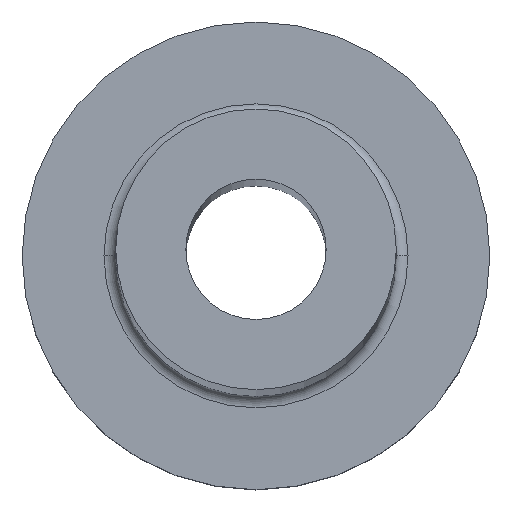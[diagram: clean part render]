
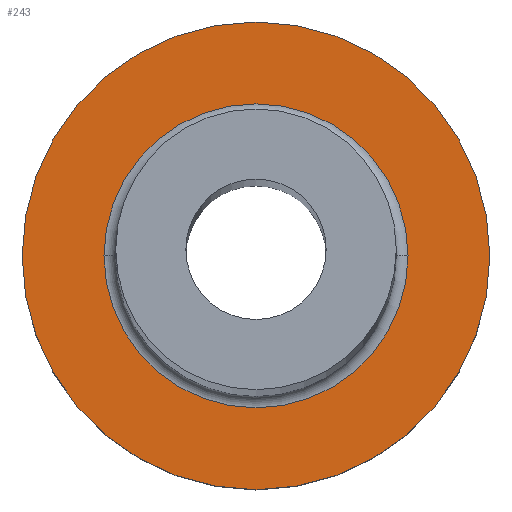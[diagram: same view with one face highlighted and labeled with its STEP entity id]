
A CAD part, top view. The second image highlights one B-rep face of the part: STEP entity #243.
In plain terms, the highlighted planar face has unit normal (0, 0, 1).
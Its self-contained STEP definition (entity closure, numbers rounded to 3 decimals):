
#2 = DIRECTION ( 'NONE',  ( 1., 0., 0. ) ) ;
#6 = DIRECTION ( 'NONE',  ( 1., 0., 0. ) ) ;
#8 = ORIENTED_EDGE ( 'NONE', *, *, #229, .T. ) ;
#13 = ORIENTED_EDGE ( 'NONE', *, *, #255, .T. ) ;
#18 = DIRECTION ( 'NONE',  ( 0., 0., 1. ) ) ;
#33 = FACE_OUTER_BOUND ( 'NONE', #70, .T. ) ;
#35 = EDGE_CURVE ( 'NONE', #162, #339, #52, .T. ) ;
#37 = ORIENTED_EDGE ( 'NONE', *, *, #348, .T. ) ;
#38 = DIRECTION ( 'NONE',  ( 1., 0., 0. ) ) ;
#40 = VERTEX_POINT ( 'NONE', #316 ) ;
#52 = CIRCLE ( 'NONE', #173, 10. ) ;
#67 = CARTESIAN_POINT ( 'NONE',  ( -10., 0., 7. ) ) ;
#68 = EDGE_LOOP ( 'NONE', ( #13, #8 ) ) ;
#70 = EDGE_LOOP ( 'NONE', ( #37, #245 ) ) ;
#74 = DIRECTION ( 'NONE',  ( 1., 0., 0. ) ) ;
#82 = DIRECTION ( 'NONE',  ( 1., 0., 0. ) ) ;
#97 = VERTEX_POINT ( 'NONE', #343 ) ;
#120 = FACE_BOUND ( 'NONE', #68, .T. ) ;
#121 = AXIS2_PLACEMENT_3D ( 'NONE', #366, #164, #38 ) ;
#125 = AXIS2_PLACEMENT_3D ( 'NONE', #187, #126, #74 ) ;
#126 = DIRECTION ( 'NONE',  ( 0., 0., -1. ) ) ;
#146 = CIRCLE ( 'NONE', #160, 6.5 ) ;
#150 = PLANE ( 'NONE',  #265 ) ;
#160 = AXIS2_PLACEMENT_3D ( 'NONE', #270, #272, #2 ) ;
#162 = VERTEX_POINT ( 'NONE', #353 ) ;
#164 = DIRECTION ( 'NONE',  ( 0., 0., 1. ) ) ;
#173 = AXIS2_PLACEMENT_3D ( 'NONE', #287, #18, #82 ) ;
#187 = CARTESIAN_POINT ( 'NONE',  ( 0., 0., 7. ) ) ;
#229 = EDGE_CURVE ( 'NONE', #97, #40, #146, .T. ) ;
#237 = DIRECTION ( 'NONE',  ( 0., 0., 1. ) ) ;
#243 = ADVANCED_FACE ( 'NONE', ( #120, #33 ), #150, .T. ) ;
#245 = ORIENTED_EDGE ( 'NONE', *, *, #35, .T. ) ;
#255 = EDGE_CURVE ( 'NONE', #40, #97, #296, .T. ) ;
#265 = AXIS2_PLACEMENT_3D ( 'NONE', #271, #237, #6 ) ;
#270 = CARTESIAN_POINT ( 'NONE',  ( 0., 0., 7. ) ) ;
#271 = CARTESIAN_POINT ( 'NONE',  ( 0., 0., 7. ) ) ;
#272 = DIRECTION ( 'NONE',  ( 0., 0., -1. ) ) ;
#287 = CARTESIAN_POINT ( 'NONE',  ( 0., 0., 7. ) ) ;
#296 = CIRCLE ( 'NONE', #125, 6.5 ) ;
#316 = CARTESIAN_POINT ( 'NONE',  ( 6.5, 0., 7. ) ) ;
#339 = VERTEX_POINT ( 'NONE', #67 ) ;
#343 = CARTESIAN_POINT ( 'NONE',  ( -6.5, 0., 7. ) ) ;
#348 = EDGE_CURVE ( 'NONE', #339, #162, #362, .T. ) ;
#353 = CARTESIAN_POINT ( 'NONE',  ( 10., 0., 7. ) ) ;
#362 = CIRCLE ( 'NONE', #121, 10. ) ;
#366 = CARTESIAN_POINT ( 'NONE',  ( 0., 0., 7. ) ) ;
